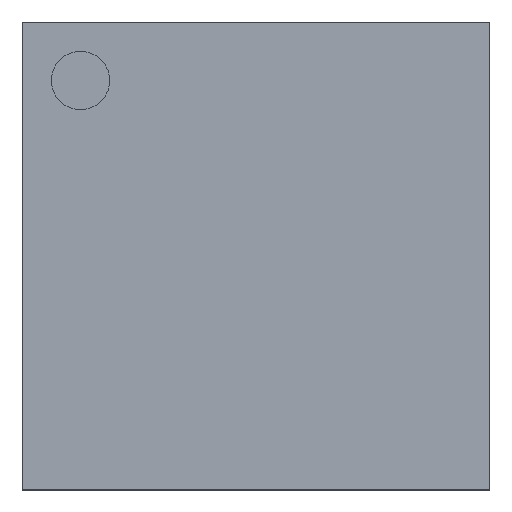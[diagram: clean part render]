
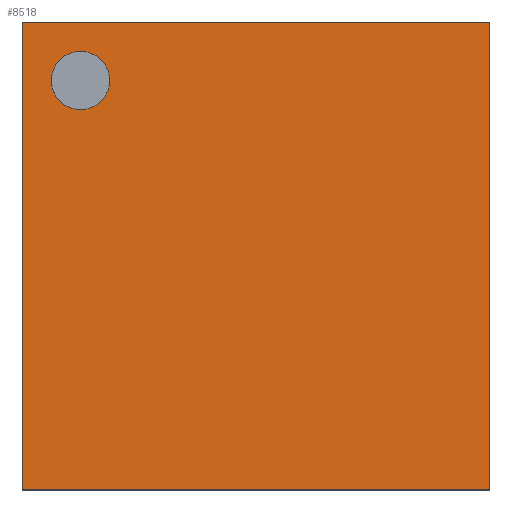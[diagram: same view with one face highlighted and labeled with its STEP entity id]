
A CAD part, top view. The second image highlights one B-rep face of the part: STEP entity #8518.
In plain terms, the highlighted planar face has unit normal (0, 0, 1).
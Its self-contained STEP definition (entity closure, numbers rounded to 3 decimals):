
#76 = EDGE_CURVE ( 'NONE', #2680, #14546, #11134, .T. ) ;
#866 = VECTOR ( 'NONE', #3644, 1000. ) ;
#1127 = EDGE_CURVE ( 'NONE', #16912, #20159, #1611, .T. ) ;
#1226 = EDGE_LOOP ( 'NONE', ( #5661, #7498 ) ) ;
#1442 = EDGE_CURVE ( 'NONE', #1911, #16554, #20774, .T. ) ;
#1611 = LINE ( 'NONE', #8420, #11603 ) ;
#1787 = EDGE_CURVE ( 'NONE', #16554, #20159, #20073, .T. ) ;
#1911 = VERTEX_POINT ( 'NONE', #17616 ) ;
#2411 = VECTOR ( 'NONE', #13744, 1000. ) ;
#2576 = VECTOR ( 'NONE', #7783, 1000. ) ;
#2680 = VERTEX_POINT ( 'NONE', #10168 ) ;
#3644 = DIRECTION ( 'NONE',  ( 0., 1., 0. ) ) ;
#3845 = AXIS2_PLACEMENT_3D ( 'NONE', #4765, #10971, #18030 ) ;
#4362 = CARTESIAN_POINT ( 'NONE',  ( -8.5, 8.5, 1.7 ) ) ;
#4519 = AXIS2_PLACEMENT_3D ( 'NONE', #13122, #6276, #7989 ) ;
#4663 = EDGE_LOOP ( 'NONE', ( #16228, #10918, #12524, #11974 ) ) ;
#4765 = CARTESIAN_POINT ( 'NONE',  ( -8.5, -8.5, 1.7 ) ) ;
#5371 = LINE ( 'NONE', #10337, #2411 ) ;
#5661 = ORIENTED_EDGE ( 'NONE', *, *, #17096, .F. ) ;
#6276 = DIRECTION ( 'NONE',  ( 0., 0., 1. ) ) ;
#6651 = EDGE_CURVE ( 'NONE', #1911, #16912, #5371, .T. ) ;
#7498 = ORIENTED_EDGE ( 'NONE', *, *, #76, .F. ) ;
#7783 = DIRECTION ( 'NONE',  ( 1., 0., 0. ) ) ;
#7823 = DIRECTION ( 'NONE',  ( 0., 0., 1. ) ) ;
#7989 = DIRECTION ( 'NONE',  ( 1., 0., 0. ) ) ;
#8104 = DIRECTION ( 'NONE',  ( 1., 0., 0. ) ) ;
#8420 = CARTESIAN_POINT ( 'NONE',  ( -8.5, 8.5, 1.7 ) ) ;
#8518 = ADVANCED_FACE ( 'NONE', ( #17921, #9308 ), #13150, .T. ) ;
#9308 = FACE_OUTER_BOUND ( 'NONE', #4663, .T. ) ;
#10168 = CARTESIAN_POINT ( 'NONE',  ( -7.438, 6.375, 1.7 ) ) ;
#10337 = CARTESIAN_POINT ( 'NONE',  ( -8.5, -8.5, 1.7 ) ) ;
#10918 = ORIENTED_EDGE ( 'NONE', *, *, #1442, .T. ) ;
#10971 = DIRECTION ( 'NONE',  ( 0., 0., 1. ) ) ;
#11134 = CIRCLE ( 'NONE', #4519, 1.063 ) ;
#11311 = CARTESIAN_POINT ( 'NONE',  ( -6.375, 6.375, 1.7 ) ) ;
#11603 = VECTOR ( 'NONE', #8104, 1000. ) ;
#11714 = CIRCLE ( 'NONE', #13452, 1.063 ) ;
#11974 = ORIENTED_EDGE ( 'NONE', *, *, #1127, .F. ) ;
#12331 = CARTESIAN_POINT ( 'NONE',  ( 8.5, 8.5, 1.7 ) ) ;
#12524 = ORIENTED_EDGE ( 'NONE', *, *, #1787, .T. ) ;
#12692 = CARTESIAN_POINT ( 'NONE',  ( 8.5, -8.5, 1.7 ) ) ;
#13122 = CARTESIAN_POINT ( 'NONE',  ( -6.375, 6.375, 1.7 ) ) ;
#13150 = PLANE ( 'NONE',  #3845 ) ;
#13452 = AXIS2_PLACEMENT_3D ( 'NONE', #11311, #7823, #19688 ) ;
#13744 = DIRECTION ( 'NONE',  ( 0., 1., 0. ) ) ;
#14223 = CARTESIAN_POINT ( 'NONE',  ( -8.5, -8.5, 1.7 ) ) ;
#14546 = VERTEX_POINT ( 'NONE', #20111 ) ;
#16228 = ORIENTED_EDGE ( 'NONE', *, *, #6651, .F. ) ;
#16554 = VERTEX_POINT ( 'NONE', #12692 ) ;
#16912 = VERTEX_POINT ( 'NONE', #4362 ) ;
#17096 = EDGE_CURVE ( 'NONE', #14546, #2680, #11714, .T. ) ;
#17616 = CARTESIAN_POINT ( 'NONE',  ( -8.5, -8.5, 1.7 ) ) ;
#17921 = FACE_BOUND ( 'NONE', #1226, .T. ) ;
#18030 = DIRECTION ( 'NONE',  ( 1., 0., 0. ) ) ;
#19043 = CARTESIAN_POINT ( 'NONE',  ( 8.5, -8.5, 1.7 ) ) ;
#19688 = DIRECTION ( 'NONE',  ( 1., 0., 0. ) ) ;
#20073 = LINE ( 'NONE', #19043, #866 ) ;
#20111 = CARTESIAN_POINT ( 'NONE',  ( -5.312, 6.375, 1.7 ) ) ;
#20159 = VERTEX_POINT ( 'NONE', #12331 ) ;
#20774 = LINE ( 'NONE', #14223, #2576 ) ;
